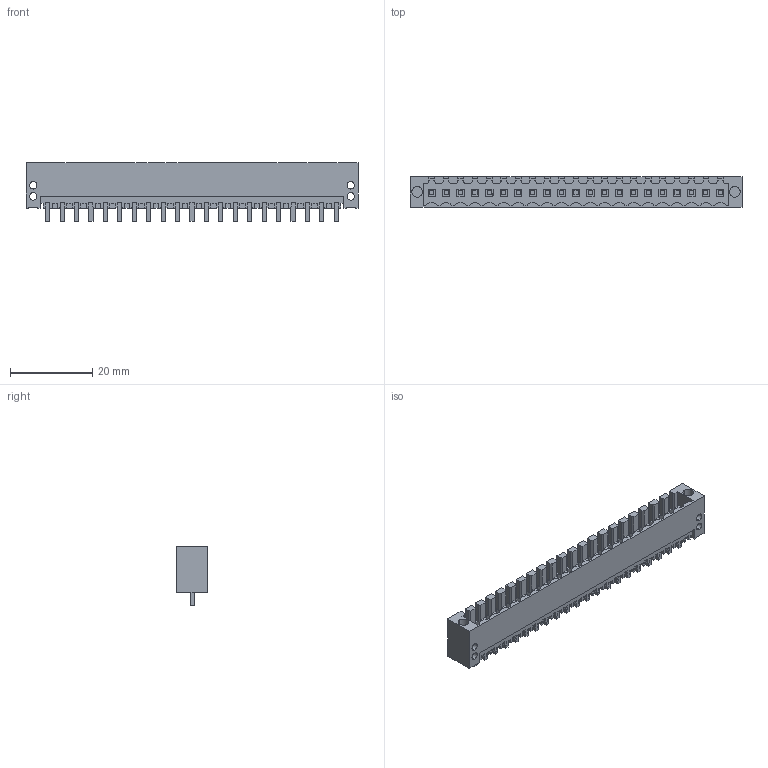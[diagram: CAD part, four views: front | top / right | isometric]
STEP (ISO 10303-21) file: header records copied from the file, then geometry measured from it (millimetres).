
FILE_DESCRIPTION(('CATIA V5 STEP Exchange','CAx-IF Rec.Pracs.--- Model Styling and Organization---1.2---2011-12-15'),'2;1');
FILE_NAME ('D1453688_0_1622220000_1622220000.stp','2018-03-12T07:11:12+00:00',('none'),('Weidmueller'),'CATIA Version 5-6 Release 2014','CATIA V5 STEP AP214','none');
FILE_SCHEMA(('AUTOMOTIVE_DESIGN { 1 0 10303 214 1 1 1 1 }'));
Length unit declared in the file: millimetre
Products named in the file (1): 1622220000
Bounding box: 80.5 x 7.45 x 14.25 mm (x, y, z)
Volume: 2674.3 mm3; surface area: 7074.9 mm2
Topology: 22 solids, 22 shells, 1219 faces, 3540 edges, 2390 vertices
Faces by surface type: plane 1176, cylinder 43
Entity records: 37899 total; most frequent: ORIENTED_EDGE 7072, CARTESIAN_POINT 6630, DIRECTION 4861, EDGE_CURVE 3536, VECTOR 3450, LINE 3450, VERTEX_POINT 2388, EDGE_LOOP 1302
